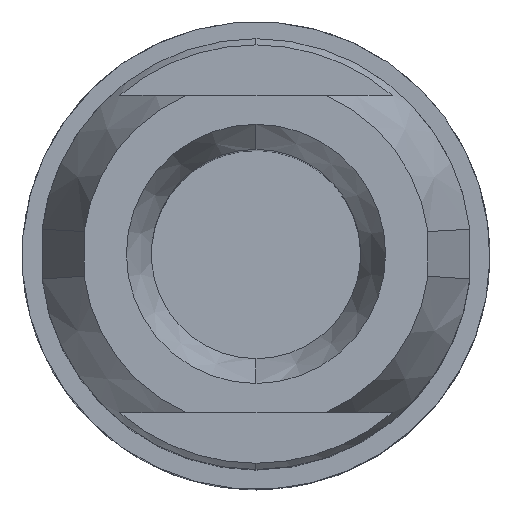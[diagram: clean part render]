
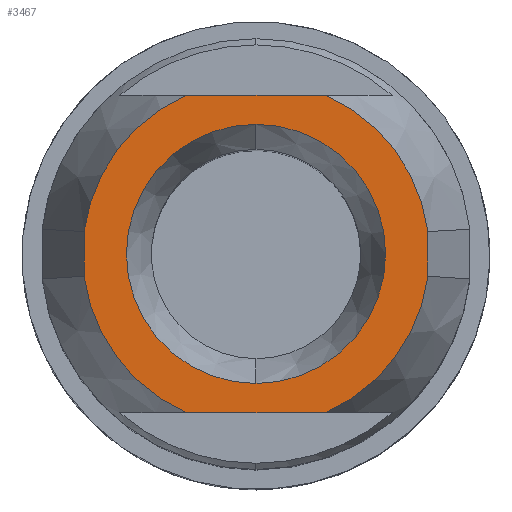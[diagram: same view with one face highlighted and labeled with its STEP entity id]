
A CAD part, top view. The second image highlights one B-rep face of the part: STEP entity #3467.
In plain terms, the highlighted planar face has unit normal (0, 0, 1).
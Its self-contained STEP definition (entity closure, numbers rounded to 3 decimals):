
#3241=AXIS2_PLACEMENT_3D('Circle Axis2P3D',#3239,#3240,$) ;
#3292=AXIS2_PLACEMENT_3D('Circle Axis2P3D',#3290,#3291,$) ;
#3353=AXIS2_PLACEMENT_3D('Circle Axis2P3D',#3351,#3352,$) ;
#3404=AXIS2_PLACEMENT_3D('Circle Axis2P3D',#3402,#3403,$) ;
#3419=AXIS2_PLACEMENT_3D('Plane Axis2P3D',#3416,#3417,#3418) ;
#3443=AXIS2_PLACEMENT_3D('Circle Axis2P3D',#3441,#3442,$) ;
#3452=AXIS2_PLACEMENT_3D('Circle Axis2P3D',#3450,#3451,$) ;
#3459=AXIS2_PLACEMENT_3D('Circle Axis2P3D',#3457,#3458,$) ;
#3195=CARTESIAN_POINT('Line Origine',(16.481,9.5,61.)) ;
#3199=CARTESIAN_POINT('Vertex',(16.481,8.594,61.)) ;
#3201=CARTESIAN_POINT('Vertex',(16.481,10.406,61.)) ;
#3239=CARTESIAN_POINT('Axis2P3D Location',(9.5,9.5,61.)) ;
#3243=CARTESIAN_POINT('Vertex',(12.32,3.05,61.)) ;
#3287=CARTESIAN_POINT('Vertex',(6.68,3.05,61.)) ;
#3290=CARTESIAN_POINT('Axis2P3D Location',(9.5,9.5,61.)) ;
#3294=CARTESIAN_POINT('Vertex',(2.519,8.594,61.)) ;
#3317=CARTESIAN_POINT('Line Origine',(2.519,9.5,61.)) ;
#3321=CARTESIAN_POINT('Vertex',(2.519,10.406,61.)) ;
#3351=CARTESIAN_POINT('Axis2P3D Location',(9.5,9.5,61.)) ;
#3355=CARTESIAN_POINT('Vertex',(6.68,15.95,61.)) ;
#3399=CARTESIAN_POINT('Vertex',(12.32,15.95,61.)) ;
#3402=CARTESIAN_POINT('Axis2P3D Location',(9.5,9.5,61.)) ;
#3416=CARTESIAN_POINT('Axis2P3D Location',(3.348,9.5,61.)) ;
#3421=CARTESIAN_POINT('Line Origine',(9.5,3.05,61.)) ;
#3426=CARTESIAN_POINT('Line Origine',(9.5,15.95,61.)) ;
#3441=CARTESIAN_POINT('Axis2P3D Location',(9.5,9.5,61.)) ;
#3445=CARTESIAN_POINT('Vertex',(4.236,9.5,61.)) ;
#3447=CARTESIAN_POINT('Vertex',(9.5,4.236,61.)) ;
#3450=CARTESIAN_POINT('Axis2P3D Location',(9.5,9.5,61.)) ;
#3454=CARTESIAN_POINT('Vertex',(9.5,14.764,61.)) ;
#3457=CARTESIAN_POINT('Axis2P3D Location',(9.5,9.5,61.)) ;
#3196=DIRECTION('Vector Direction',(0.,1.,0.)) ;
#3240=DIRECTION('Axis2P3D Direction',(0.,0.,-1.)) ;
#3291=DIRECTION('Axis2P3D Direction',(0.,0.,-1.)) ;
#3318=DIRECTION('Vector Direction',(0.,-1.,0.)) ;
#3352=DIRECTION('Axis2P3D Direction',(0.,0.,-1.)) ;
#3403=DIRECTION('Axis2P3D Direction',(0.,0.,-1.)) ;
#3417=DIRECTION('Axis2P3D Direction',(0.,0.,1.)) ;
#3418=DIRECTION('Axis2P3D XDirection',(0.,1.,0.)) ;
#3422=DIRECTION('Vector Direction',(1.,0.,0.)) ;
#3427=DIRECTION('Vector Direction',(1.,0.,0.)) ;
#3442=DIRECTION('Axis2P3D Direction',(0.,0.,1.)) ;
#3451=DIRECTION('Axis2P3D Direction',(0.,0.,1.)) ;
#3458=DIRECTION('Axis2P3D Direction',(0.,0.,1.)) ;
#3197=VECTOR('Line Direction',#3196,1.) ;
#3319=VECTOR('Line Direction',#3318,1.) ;
#3423=VECTOR('Line Direction',#3422,1.) ;
#3428=VECTOR('Line Direction',#3427,1.) ;
#3432=ORIENTED_EDGE('',*,*,#3323,.T.) ;
#3433=ORIENTED_EDGE('',*,*,#3296,.F.) ;
#3434=ORIENTED_EDGE('',*,*,#3425,.T.) ;
#3435=ORIENTED_EDGE('',*,*,#3245,.F.) ;
#3436=ORIENTED_EDGE('',*,*,#3203,.T.) ;
#3437=ORIENTED_EDGE('',*,*,#3406,.F.) ;
#3438=ORIENTED_EDGE('',*,*,#3430,.F.) ;
#3439=ORIENTED_EDGE('',*,*,#3357,.F.) ;
#3463=ORIENTED_EDGE('',*,*,#3449,.F.) ;
#3464=ORIENTED_EDGE('',*,*,#3456,.F.) ;
#3465=ORIENTED_EDGE('',*,*,#3461,.F.) ;
#3466=FACE_BOUND('',#3462,.T.) ;
#3467=ADVANCED_FACE('Volumenk\X2\00F6\X0\rper2',(#3440,#3466),#3420,.T.) ;
#3242=CIRCLE('generated circle',#3241,7.039) ;
#3293=CIRCLE('generated circle',#3292,7.039) ;
#3354=CIRCLE('generated circle',#3353,7.039) ;
#3405=CIRCLE('generated circle',#3404,7.039) ;
#3444=CIRCLE('generated circle',#3443,5.264) ;
#3453=CIRCLE('generated circle',#3452,5.264) ;
#3460=CIRCLE('generated circle',#3459,5.264) ;
#3203=EDGE_CURVE('',#3200,#3202,#3198,.T.) ;
#3245=EDGE_CURVE('',#3200,#3244,#3242,.T.) ;
#3296=EDGE_CURVE('',#3288,#3295,#3293,.T.) ;
#3323=EDGE_CURVE('',#3322,#3295,#3320,.T.) ;
#3357=EDGE_CURVE('',#3322,#3356,#3354,.T.) ;
#3406=EDGE_CURVE('',#3400,#3202,#3405,.T.) ;
#3425=EDGE_CURVE('',#3288,#3244,#3424,.T.) ;
#3430=EDGE_CURVE('',#3356,#3400,#3429,.T.) ;
#3449=EDGE_CURVE('',#3446,#3448,#3444,.T.) ;
#3456=EDGE_CURVE('',#3455,#3446,#3453,.T.) ;
#3461=EDGE_CURVE('',#3448,#3455,#3460,.T.) ;
#3431=EDGE_LOOP('',(#3432,#3433,#3434,#3435,#3436,#3437,#3438,#3439)) ;
#3462=EDGE_LOOP('',(#3463,#3464,#3465)) ;
#3440=FACE_OUTER_BOUND('',#3431,.T.) ;
#3198=LINE('Line',#3195,#3197) ;
#3320=LINE('Line',#3317,#3319) ;
#3424=LINE('Line',#3421,#3423) ;
#3429=LINE('Line',#3426,#3428) ;
#3420=PLANE('',#3419) ;
#3200=VERTEX_POINT('',#3199) ;
#3202=VERTEX_POINT('',#3201) ;
#3244=VERTEX_POINT('',#3243) ;
#3288=VERTEX_POINT('',#3287) ;
#3295=VERTEX_POINT('',#3294) ;
#3322=VERTEX_POINT('',#3321) ;
#3356=VERTEX_POINT('',#3355) ;
#3400=VERTEX_POINT('',#3399) ;
#3446=VERTEX_POINT('',#3445) ;
#3448=VERTEX_POINT('',#3447) ;
#3455=VERTEX_POINT('',#3454) ;
